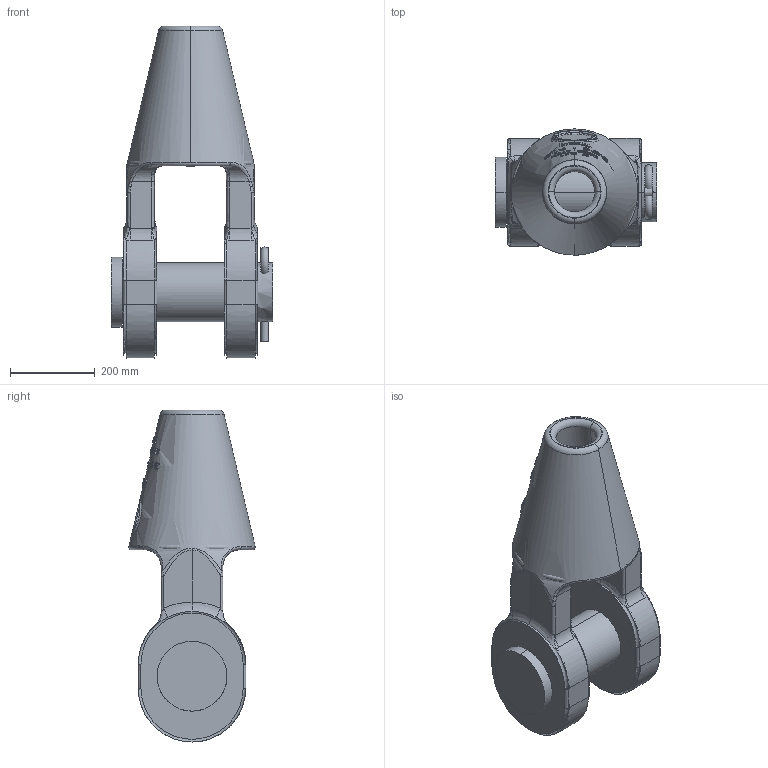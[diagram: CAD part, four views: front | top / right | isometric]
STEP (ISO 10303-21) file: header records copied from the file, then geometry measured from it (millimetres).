
FILE_DESCRIPTION((''),'2;1');
FILE_NAME('CROSBY_416_338_1041697-1041704','2011-08-31T',('Alan Doughty'),('The Crosby Group LLC'),'PRO/ENGINEER BY PARAMETRIC TECHNOLOGY CORPORATION, 2010230','PRO/ENGINEER BY PARAMETRIC TECHNOLOGY CORPORATION, 2010230','');
FILE_SCHEMA(('CONFIG_CONTROL_DESIGN'));
Products named in the file (1): CROSBY_416_338_1041697-1041704
Bounding box: 381 x 298.24 x 784.1 mm (x, y, z)
Surface area: 1559873.6 mm2 (no closed solid volume)
Topology: 0 solids, 0 shells, 853 faces, 4650 edges, 4629 vertices
Faces by surface type: bspline 822, torus 31
Entity records: 74650 total; most frequent: CARTESIAN_POINT 42860, DEFINITIONAL_REPRESENTATION 4608, PCURVE 4608, COMPOSITE_CURVE_SEGMENT 4608, B_SPLINE_CURVE_WITH_KNOTS 4192, DIRECTION 2990, TRIMMED_CURVE 2720, VECTOR 2512
